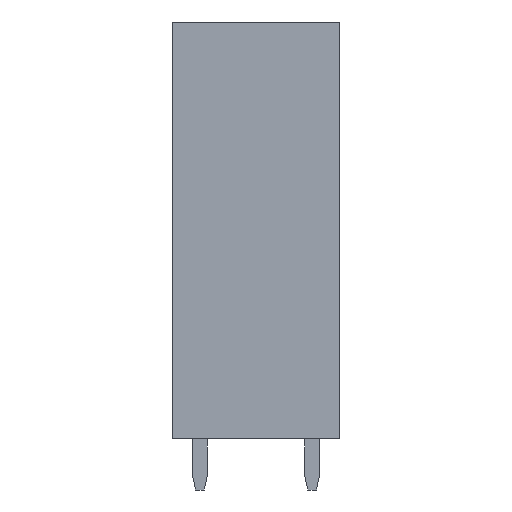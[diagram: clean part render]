
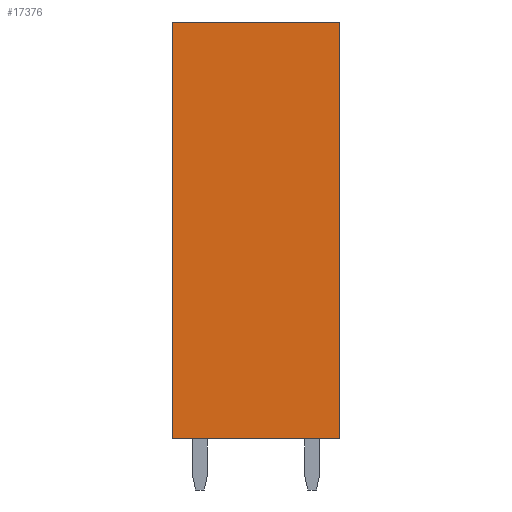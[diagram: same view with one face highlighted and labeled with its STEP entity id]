
A CAD part, left-side view. The second image highlights one B-rep face of the part: STEP entity #17376.
In plain terms, the highlighted planar face has unit normal (-1, 0, 0).
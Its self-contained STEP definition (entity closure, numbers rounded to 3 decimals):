
#17368=AXIS2_PLACEMENT_3D('Plane Axis2P3D',#17365,#17366,#17367) ;
#49=CARTESIAN_POINT('Vertex',(0.,11.4,3.5)) ;
#52=CARTESIAN_POINT('Line Origine',(0.,11.4,17.65)) ;
#56=CARTESIAN_POINT('Vertex',(0.,11.4,31.8)) ;
#223=CARTESIAN_POINT('Vertex',(0.,0.,3.5)) ;
#226=CARTESIAN_POINT('Line Origine',(0.,5.7,3.5)) ;
#1106=CARTESIAN_POINT('Vertex',(0.,0.,31.8)) ;
#1109=CARTESIAN_POINT('Line Origine',(0.,0.,17.65)) ;
#1167=CARTESIAN_POINT('Line Origine',(0.,5.7,31.8)) ;
#17365=CARTESIAN_POINT('Axis2P3D Location',(0.,0.,31.8)) ;
#53=DIRECTION('Vector Direction',(0.,0.,-1.)) ;
#227=DIRECTION('Vector Direction',(0.,1.,0.)) ;
#1110=DIRECTION('Vector Direction',(0.,0.,-1.)) ;
#1168=DIRECTION('Vector Direction',(0.,1.,0.)) ;
#17366=DIRECTION('Axis2P3D Direction',(1.,-0.,0.)) ;
#17367=DIRECTION('Axis2P3D XDirection',(0.,0.,-1.)) ;
#54=VECTOR('Line Direction',#53,1.) ;
#228=VECTOR('Line Direction',#227,1.) ;
#1111=VECTOR('Line Direction',#1110,1.) ;
#1169=VECTOR('Line Direction',#1168,1.) ;
#17371=ORIENTED_EDGE('',*,*,#58,.T.) ;
#17372=ORIENTED_EDGE('',*,*,#230,.F.) ;
#17373=ORIENTED_EDGE('',*,*,#1113,.F.) ;
#17374=ORIENTED_EDGE('',*,*,#1171,.T.) ;
#17376=ADVANCED_FACE('HOUSING',(#17375),#17369,.F.) ;
#58=EDGE_CURVE('',#57,#50,#55,.T.) ;
#230=EDGE_CURVE('',#224,#50,#229,.T.) ;
#1113=EDGE_CURVE('',#1107,#224,#1112,.T.) ;
#1171=EDGE_CURVE('',#1107,#57,#1170,.T.) ;
#17370=EDGE_LOOP('',(#17371,#17372,#17373,#17374)) ;
#17375=FACE_OUTER_BOUND('',#17370,.T.) ;
#55=LINE('Line',#52,#54) ;
#229=LINE('Line',#226,#228) ;
#1112=LINE('Line',#1109,#1111) ;
#1170=LINE('Line',#1167,#1169) ;
#17369=PLANE('',#17368) ;
#50=VERTEX_POINT('',#49) ;
#57=VERTEX_POINT('',#56) ;
#224=VERTEX_POINT('',#223) ;
#1107=VERTEX_POINT('',#1106) ;
